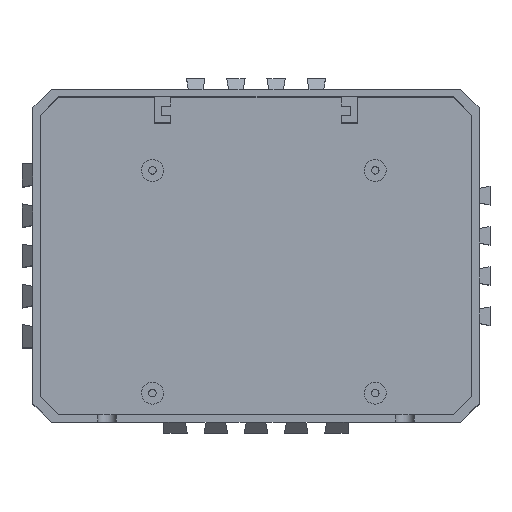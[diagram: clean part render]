
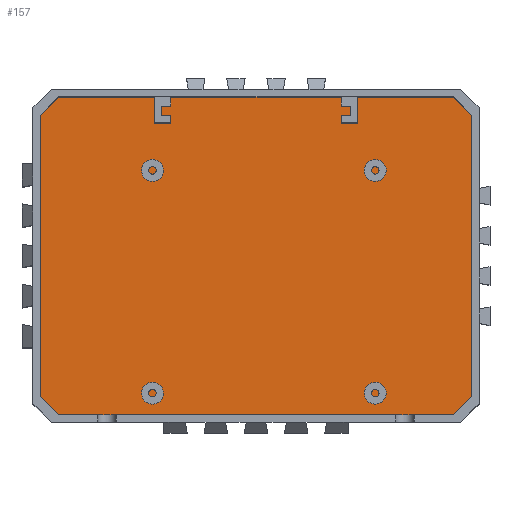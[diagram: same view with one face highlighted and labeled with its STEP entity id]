
A CAD part, top view. The second image highlights one B-rep face of the part: STEP entity #157.
In plain terms, the highlighted planar face has unit normal (0, 0, 1).
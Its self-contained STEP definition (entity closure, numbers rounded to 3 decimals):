
#157=ADVANCED_FACE('',(#339),#2749,.T.);
#339=FACE_OUTER_BOUND('',#523,.T.);
#523=EDGE_LOOP('',(#1035,#1036,#1037,#1038,#1039,#1040,#1041,#1042));
#1035=ORIENTED_EDGE('',*,*,#1601,.T.);
#1036=ORIENTED_EDGE('',*,*,#1604,.T.);
#1037=ORIENTED_EDGE('',*,*,#1607,.T.);
#1038=ORIENTED_EDGE('',*,*,#1609,.T.);
#1039=ORIENTED_EDGE('',*,*,#1612,.T.);
#1040=ORIENTED_EDGE('',*,*,#1614,.T.);
#1041=ORIENTED_EDGE('',*,*,#1617,.T.);
#1042=ORIENTED_EDGE('',*,*,#1619,.T.);
#1601=EDGE_CURVE('',#2475,#2476,#2122,.T.);
#1604=EDGE_CURVE('',#2476,#2477,#2125,.T.);
#1607=EDGE_CURVE('',#2477,#2478,#2128,.T.);
#1609=EDGE_CURVE('',#2478,#2479,#2130,.T.);
#1612=EDGE_CURVE('',#2479,#2480,#2133,.T.);
#1614=EDGE_CURVE('',#2480,#2481,#2135,.T.);
#1617=EDGE_CURVE('',#2481,#2482,#2138,.T.);
#1619=EDGE_CURVE('',#2482,#2475,#2140,.T.);
#2122=B_SPLINE_CURVE_WITH_KNOTS('',1,(#3770,#3771),.UNSPECIFIED.,.F.,.F.,
(2,2),(192.737,195.045),.UNSPECIFIED.);
#2125=B_SPLINE_CURVE_WITH_KNOTS('',1,(#3776,#3777),.UNSPECIFIED.,.F.,.F.,
(2,2),(195.045,202.116),.UNSPECIFIED.);
#2128=B_SPLINE_CURVE_WITH_KNOTS('',1,(#3782,#3783),.UNSPECIFIED.,.F.,.F.,
(2,2),(202.116,204.6),.UNSPECIFIED.);
#2130=B_SPLINE_CURVE_WITH_KNOTS('',1,(#3786,#3787),.UNSPECIFIED.,.F.,.F.,
(2,2),(204.6,211.671),.UNSPECIFIED.);
#2133=B_SPLINE_CURVE_WITH_KNOTS('',1,(#3792,#3793),.UNSPECIFIED.,.F.,.F.,
(2,2),(211.671,213.979),.UNSPECIFIED.);
#2135=B_SPLINE_CURVE_WITH_KNOTS('',1,(#3796,#3797),.UNSPECIFIED.,.F.,.F.,
(2,2),(213.979,221.05),.UNSPECIFIED.);
#2138=B_SPLINE_CURVE_WITH_KNOTS('',1,(#3802,#3803),.UNSPECIFIED.,.F.,.F.,
(2,2),(221.05,293.082),.UNSPECIFIED.);
#2140=B_SPLINE_CURVE_WITH_KNOTS('',1,(#3806,#3807),.UNSPECIFIED.,.F.,.F.,
(2,2),(293.082,300.153),.UNSPECIFIED.);
#2475=VERTEX_POINT('',#3466);
#2476=VERTEX_POINT('',#3467);
#2477=VERTEX_POINT('',#3468);
#2478=VERTEX_POINT('',#3469);
#2479=VERTEX_POINT('',#3470);
#2480=VERTEX_POINT('',#3471);
#2481=VERTEX_POINT('',#3472);
#2482=VERTEX_POINT('',#3473);
#2749=PLANE('',#2925);
#2925=AXIS2_PLACEMENT_3D('',#3246,#3085,$);
#3085=DIRECTION('',(0.,0.,1.));
#3246=CARTESIAN_POINT('',(-40.244,99.875,2.));
#3466=CARTESIAN_POINT('',(-60.,89.,2.));
#3467=CARTESIAN_POINT('',(-168.047,89.,2.));
#3468=CARTESIAN_POINT('',(-173.047,84.,2.));
#3469=CARTESIAN_POINT('',(-173.047,7.,2.));
#3470=CARTESIAN_POINT('',(-168.047,2.,2.));
#3471=CARTESIAN_POINT('',(-60.,2.,2.));
#3472=CARTESIAN_POINT('',(-55.,7.,2.));
#3473=CARTESIAN_POINT('',(-55.,84.,2.));
#3770=CARTESIAN_POINT('',(-60.,89.,2.));
#3771=CARTESIAN_POINT('',(-168.047,89.,2.));
#3776=CARTESIAN_POINT('',(-168.047,89.,2.));
#3777=CARTESIAN_POINT('',(-173.047,84.,2.));
#3782=CARTESIAN_POINT('',(-173.047,84.,2.));
#3783=CARTESIAN_POINT('',(-173.047,7.,2.));
#3786=CARTESIAN_POINT('',(-173.047,7.,2.));
#3787=CARTESIAN_POINT('',(-168.047,2.,2.));
#3792=CARTESIAN_POINT('',(-168.047,2.,2.));
#3793=CARTESIAN_POINT('',(-60.,2.,2.));
#3796=CARTESIAN_POINT('',(-60.,2.,2.));
#3797=CARTESIAN_POINT('',(-55.,7.,2.));
#3802=CARTESIAN_POINT('',(-55.,7.,2.));
#3803=CARTESIAN_POINT('',(-55.,84.,2.));
#3806=CARTESIAN_POINT('',(-55.,84.,2.));
#3807=CARTESIAN_POINT('',(-60.,89.,2.));
